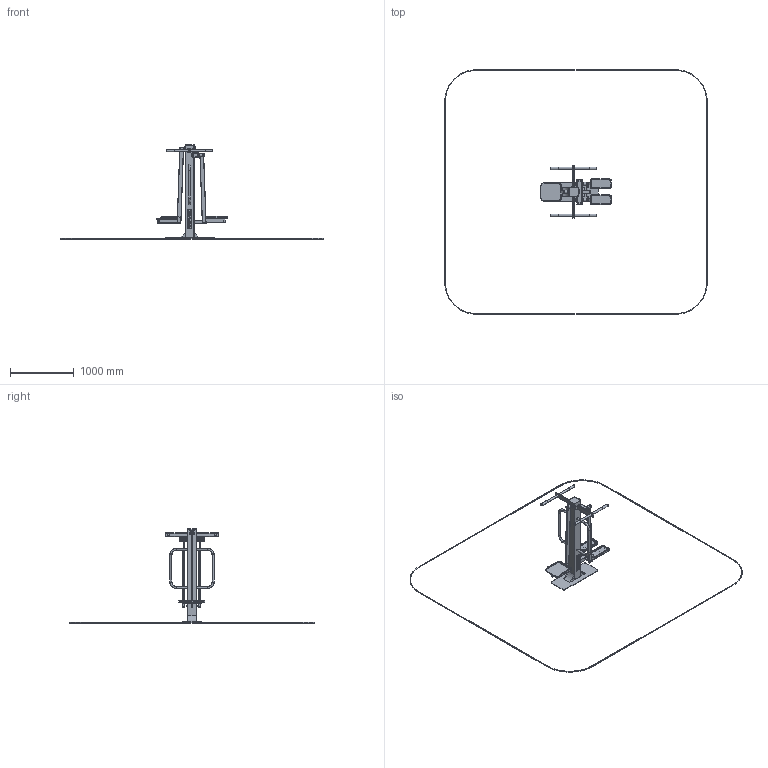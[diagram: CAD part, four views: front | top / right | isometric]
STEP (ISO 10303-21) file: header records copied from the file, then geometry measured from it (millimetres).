
FILE_DESCRIPTION(('STEP AP214'), '1');
FILE_NAME('衵-02-23', '', ('UNSPECIFIED'), ('UNSPECIFIED'), 'C3D Converter', 'C3D Toolkit', '');
FILE_SCHEMA(('AUTOMOTIVE_DESIGN { 1 0 10303 214 3 1 1}'));
Length unit declared in the file: millimetre
Products named in the file (54): УТ-19Н опора (2020); УТ-27.1.14.00.01.26; УТ-02.1.14.00.01.04; 140х140х4; УТ-06.15.00.02.01; УТ-02.1.14.00.00.01; УТ-10.1Н.00.01.02; УТ-02Н.1.14.05.00.00; УТ-18Н.1.14.05.01.00; УТ-26Н.1.14.05.01.03; УТ-18Н.1.14.05.01.04; УТ-02Н.1.14.05.01.01; УТ-02.1.14.01.00.00; УТ-02.1.14.01.01.00; УТ-02.1.14.01.01.04; УТ-02.1.14.01.01.03; УТ-07.01.01.02; УТ-02.1.14.01.00.00-01; УТ-02.1.14.01.01.00-01; УТ-02.1.14.01.01.04-01; ФК-03.03; УТН-03Г.00.00.01
Assembly tree (92 placements, depth 4):
  (unnamed)
    (unnamed)
      УТ-19Н опора (2020)
      УТ-27.1.14.00.01.26
      (unnamed)  x4
      (unnamed)  x2
      (unnamed)
      УТ-02.1.14.00.01.04
      140х140х4
      УТ-06.15.00.02.01  x2
    (unnamed)
    УТ-02.1.14.00.00.01  x2
    (unnamed)
    (unnamed)  x2
    (unnamed)  x3
      (unnamed)
        УТ-10.1Н.00.01.02
        (unnamed)
    (unnamed)  x2
    (unnamed)
    (unnamed)  x3
      (unnamed)
        УТ-10.1Н.00.01.02
        (unnamed)
    УТ-02Н.1.14.05.00.00  x2
      УТ-18Н.1.14.05.01.00
        УТ-26Н.1.14.05.01.03
        УТ-18Н.1.14.05.01.04
        УТ-02Н.1.14.05.01.01
      (unnamed)
      (unnamed)
    УТ-02.1.14.01.00.00  x2
      УТ-02.1.14.01.01.00
        УТ-02.1.14.01.01.04
        УТ-02.1.14.01.01.03
        УТ-07.01.01.02
        (unnamed)
      (unnamed)
      (unnamed)
    УТ-02.1.14.01.00.00-01
      УТ-02.1.14.01.01.00-01
        УТ-02.1.14.01.01.04-01
        УТ-02.1.14.01.01.03
        (unnamed)
        (unnamed)
      (unnamed)  x2
      (unnamed)
    (unnamed)  x3
    (unnamed)
      (unnamed)
        ФК-03.03  x6
        (unnamed)  x2
        (unnamed)  x3
      (unnamed)  x5
        (unnamed)
        (unnamed)
        (unnamed)
      (unnamed)
        (unnamed)
        (unnamed)
Bounding box: 4105.78 x 3826 x 1472 mm (x, y, z)
Volume: 15541689.7 mm3; surface area: 6932152.3 mm2
Topology: 72 solids, 72 shells, 1615 faces, 3883 edges, 2485 vertices
Faces by surface type: plane 773, cylinder 617, torus 124, cone 79, bspline 18, sphere 4
Full cylindrical faces by diameter (mm): 3 x2, 6.5 x2, 8 x1, 8.376 x2, 11 x3, 15 x4, 28.4 x8, 30 x6, 33 x3, 34 x12, 35 x3, 36 x3, 37 x12, 40 x7, 48 x6, 55 x6, 58 x6, 64 x6
Entity records: 38862 total; most frequent: CARTESIAN_POINT 8035, DIRECTION 4412, ORIENTED_EDGE 3966, EDGE_CURVE 1983, AXIS2_PLACEMENT_3D 1600, VERTEX_POINT 1329, LINE 1212, VECTOR 1212
